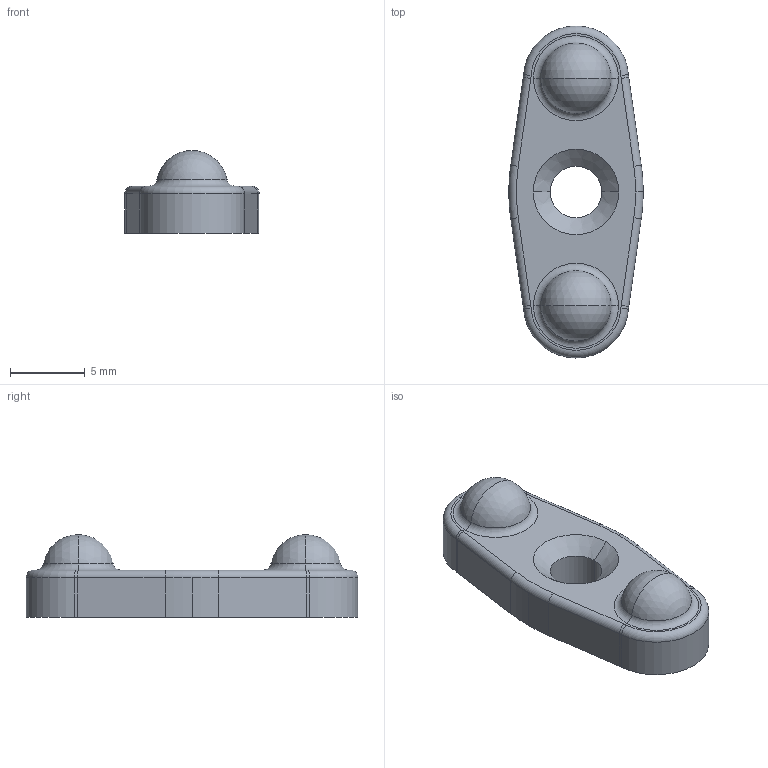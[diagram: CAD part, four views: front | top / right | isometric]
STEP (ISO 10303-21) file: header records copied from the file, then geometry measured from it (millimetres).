
FILE_DESCRIPTION (( 'STEP AP214' ), '1' );
FILE_NAME ('Landing Gear Switch Cap.STEP', '2021-03-29T09:21:55', ( '' ), ( '' ), 'SwSTEP 2.0', 'SolidWorks 2019', '' );
FILE_SCHEMA (( 'AUTOMOTIVE_DESIGN' ));
Length unit declared in the file: inch
Products named in the file (1): Landing Gear Switch Cap
Bounding box: 9 x 22.23 x 5.56 mm (x, y, z)
Volume: 534.7 mm3; surface area: 522.2 mm2
Topology: 1 solids, 1 shells, 40 faces, 92 edges, 56 vertices
Faces by surface type: cylinder 15, torus 13, plane 6, sphere 4, cone 2
Entity records: 1247 total; most frequent: DIRECTION 237, CARTESIAN_POINT 189, ORIENTED_EDGE 184, AXIS2_PLACEMENT_3D 104, EDGE_CURVE 92, CIRCLE 63, VERTEX_POINT 56, EDGE_LOOP 44
